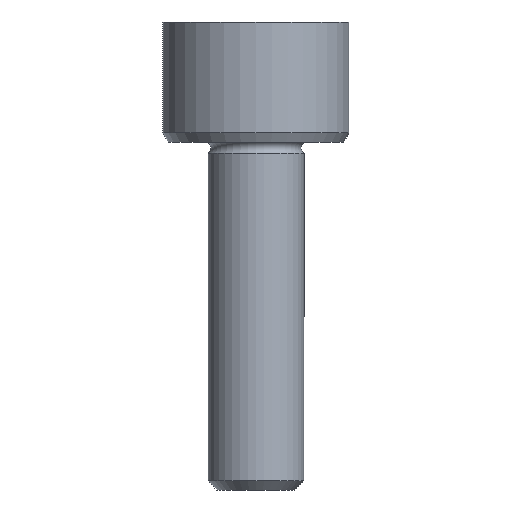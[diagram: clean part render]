
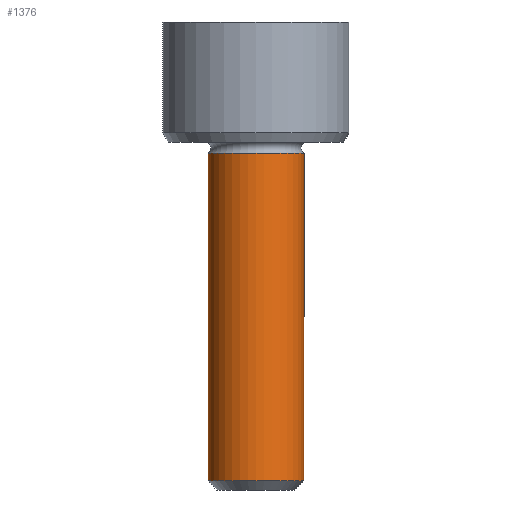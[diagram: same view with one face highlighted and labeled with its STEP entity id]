
A CAD part, front view. The second image highlights one B-rep face of the part: STEP entity #1376.
In plain terms, the highlighted cylindrical face has radius 0.8 mm (diameter 1.6 mm), a full revolution.
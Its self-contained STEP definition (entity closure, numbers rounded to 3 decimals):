
#16=CYLINDRICAL_SURFACE('',#1453,0.8);
#32=CIRCLE('',#1452,0.8);
#33=CIRCLE('',#1454,0.8);
#34=CIRCLE('',#1455,0.8);
#201=FACE_OUTER_BOUND('',#281,.T.);
#281=EDGE_LOOP('',(#1244,#1245,#1246,#1247,#1248));
#412=LINE('',#2528,#539);
#539=VECTOR('',#1693,0.8);
#668=VERTEX_POINT('',#2520);
#669=VERTEX_POINT('',#2524);
#670=VERTEX_POINT('',#2525);
#862=EDGE_CURVE('',#668,#668,#32,.T.);
#864=EDGE_CURVE('',#669,#670,#33,.T.);
#865=EDGE_CURVE('',#670,#669,#34,.T.);
#866=EDGE_CURVE('',#670,#668,#412,.T.);
#1244=ORIENTED_EDGE('',*,*,#864,.F.);
#1245=ORIENTED_EDGE('',*,*,#865,.F.);
#1246=ORIENTED_EDGE('',*,*,#866,.T.);
#1247=ORIENTED_EDGE('',*,*,#862,.T.);
#1248=ORIENTED_EDGE('',*,*,#866,.F.);
#1376=ADVANCED_FACE('',(#201),#16,.T.);
#1452=AXIS2_PLACEMENT_3D('',#2521,#1684,#1685);
#1453=AXIS2_PLACEMENT_3D('',#2523,#1687,#1688);
#1454=AXIS2_PLACEMENT_3D('',#2526,#1689,#1690);
#1455=AXIS2_PLACEMENT_3D('',#2527,#1691,#1692);
#1684=DIRECTION('center_axis',(0.,0.,1.));
#1685=DIRECTION('ref_axis',(0.,-1.,0.));
#1687=DIRECTION('center_axis',(0.,0.,1.));
#1688=DIRECTION('ref_axis',(0.,-1.,0.));
#1689=DIRECTION('center_axis',(0.,0.,1.));
#1690=DIRECTION('ref_axis',(0.,-1.,0.));
#1691=DIRECTION('center_axis',(0.,0.,1.));
#1692=DIRECTION('ref_axis',(0.,-1.,0.));
#1693=DIRECTION('',(0.,0.,-1.));
#2520=CARTESIAN_POINT('',(0.,0.8,-5.65));
#2521=CARTESIAN_POINT('Origin',(0.,0.,-5.65));
#2523=CARTESIAN_POINT('Origin',(0.,0.,-2.918));
#2524=CARTESIAN_POINT('',(-0.8,0.,-0.187));
#2525=CARTESIAN_POINT('',(0.,0.8,-0.187));
#2526=CARTESIAN_POINT('Origin',(0.,0.,-0.187));
#2527=CARTESIAN_POINT('Origin',(0.,0.,-0.187));
#2528=CARTESIAN_POINT('',(0.,0.8,-2.918));
